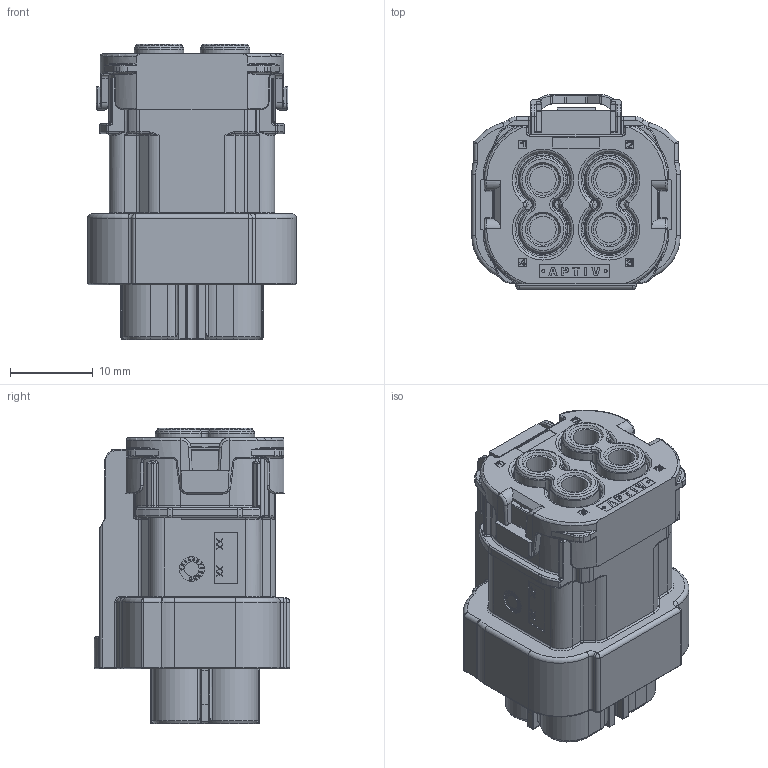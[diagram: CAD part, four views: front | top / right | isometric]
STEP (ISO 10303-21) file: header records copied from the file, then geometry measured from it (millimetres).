
FILE_DESCRIPTION(/* description */ (''),/* implementation_level */ '2;1');
FILE_NAME(/* name */ '35709358-CODE D.stp',/* time_stamp */ '2023-07-25T09:06:45+08:00',/* author */ (''),/* organization */ (''),/* preprocessor_version */ 'ST-DEVELOPER v16',/* originating_system */ 'SIEMENS PLM Software NX 11.0',/* authorisation */ '');
FILE_SCHEMA (('AUTOMOTIVE_DESIGN { 1 0 10303 214 3 1 1 1 }'));
Products named in the file (1): 35709358-CODE D
Bounding box: 25.24 x 23.63 x 35.7 mm (x, y, z)
Volume: 10181.5 mm3; surface area: 7427.4 mm2
Topology: 1 solids, 16 shells, 2898 faces, 7350 edges, 4467 vertices
Faces by surface type: plane 1181, cylinder 852, torus 384, bspline 184, cone 148, extrusion 89, sphere 60
Full cylindrical faces by diameter (mm): 0.373 x4, 1.75 x1, 3 x1, 3.2 x4
Entity records: 115567 total; most frequent: CARTESIAN_POINT 27500, ORIENTED_EDGE 14464, DIRECTION 13800, EDGE_CURVE 7232, AXIS2_PLACEMENT_3D 5025, VERTEX_POINT 4454, VECTOR 3750, LINE 3661
